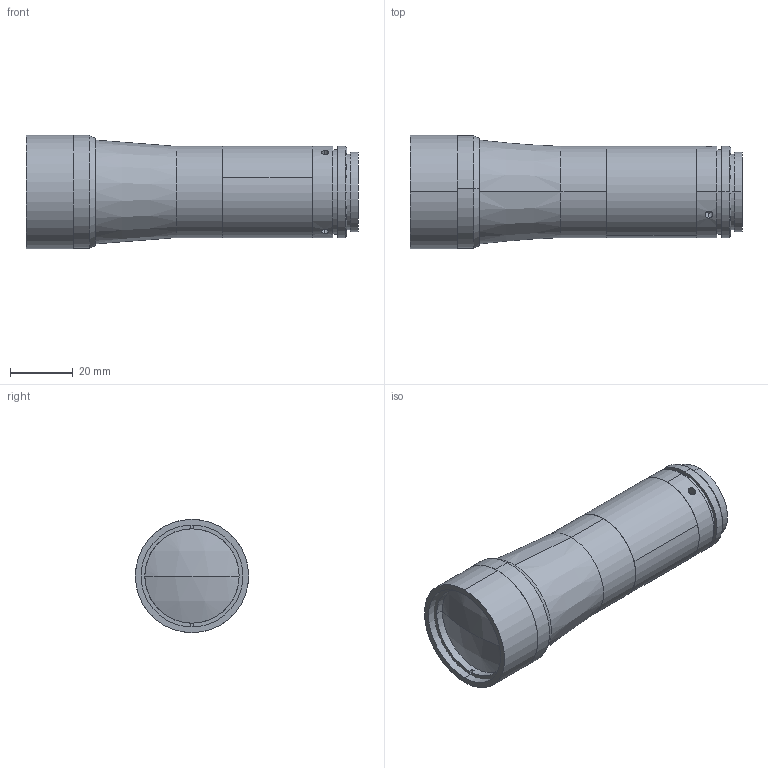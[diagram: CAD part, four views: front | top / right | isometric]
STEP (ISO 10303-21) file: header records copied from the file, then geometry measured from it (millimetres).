
FILE_DESCRIPTION (( 'STEP AP203' ), '1' );
FILE_NAME ('WD65HRT_05X_蚾饜芞_2012_nV5.STEP', '2016-02-22T01:28:48', ( 'cherishsunshine' ), ( '' ), 'SwSTEP 2.0', 'SolidWorks 2014', '' );
FILE_SCHEMA (( 'CONFIG_CONTROL_DESIGN' ));
Length unit declared in the file: millimetre
Products named in the file (1): WD65HRT_05X_蚾饜芞_2012_nV5
Bounding box: 105.56 x 36 x 36 mm (x, y, z)
Surface area: 15642.9 mm2 (no closed solid volume)
Topology: 0 solids, 8 shells, 68 faces, 164 edges, 111 vertices
Faces by surface type: cylinder 36, plane 22, cone 8, sphere 2
Entity records: 2294 total; most frequent: CARTESIAN_POINT 572, DIRECTION 382, ORIENTED_EDGE 286, EDGE_CURVE 164, AXIS2_PLACEMENT_3D 161, VERTEX_POINT 111, CIRCLE 92, EDGE_LOOP 85
